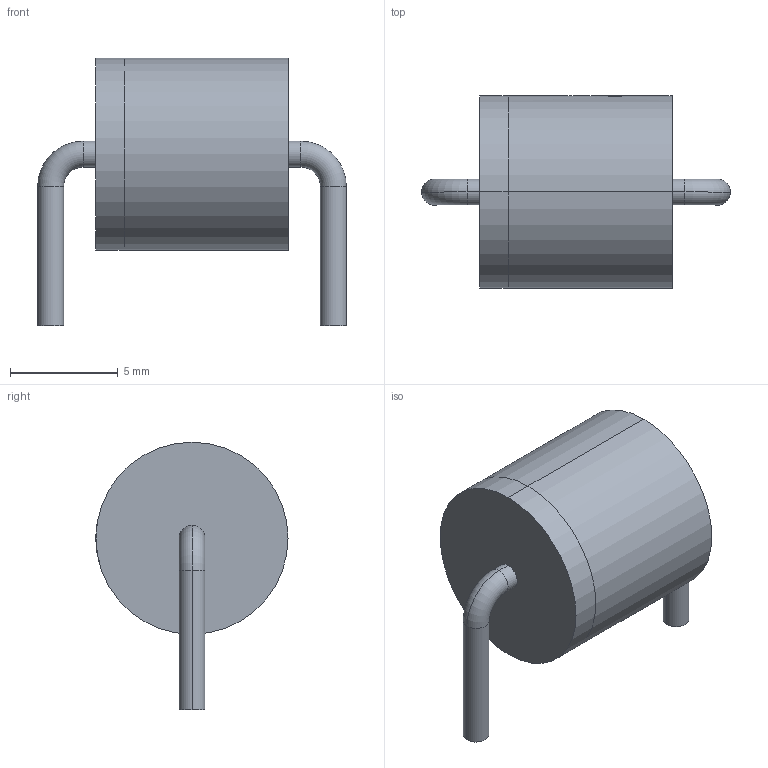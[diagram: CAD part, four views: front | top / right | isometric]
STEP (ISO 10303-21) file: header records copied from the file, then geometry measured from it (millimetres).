
FILE_DESCRIPTION (( 'STEP AP214' ), '1' );
FILE_NAME ('R-6_BD8.9-L8.9-P13.1-D1.3-RD.step', '2022-07-28T08:31:48', ( '' ), ( '' ), 'SwSTEP 2.0', 'SolidWorks 2020', '' );
FILE_SCHEMA (( 'AUTOMOTIVE_DESIGN' ));
Length unit declared in the file: millimetre
Products named in the file (1): R-6_BD8.9-L8.9-P13.1-D1.3-RD
Bounding box: 14.3 x 8.9 x 12.4 mm (x, y, z)
Volume: 575 mm3; surface area: 444.2 mm2
Topology: 1 solids, 1 shells, 244 faces, 653 edges, 432 vertices
Faces by surface type: plane 111, bspline 98, cylinder 31, torus 4
Entity records: 11719 total; most frequent: CARTESIAN_POINT 4188, ORIENTED_EDGE 1306, EDGE_CURVE 653, DIRECTION 563, VERTEX_POINT 432, EDGE_LOOP 265, UNCERTAINTY_MEASURE_WITH_UNIT 247, MECHANICAL_DESIGN_GEOMETRIC_PRESENTATION_REPRESENTATION 246
